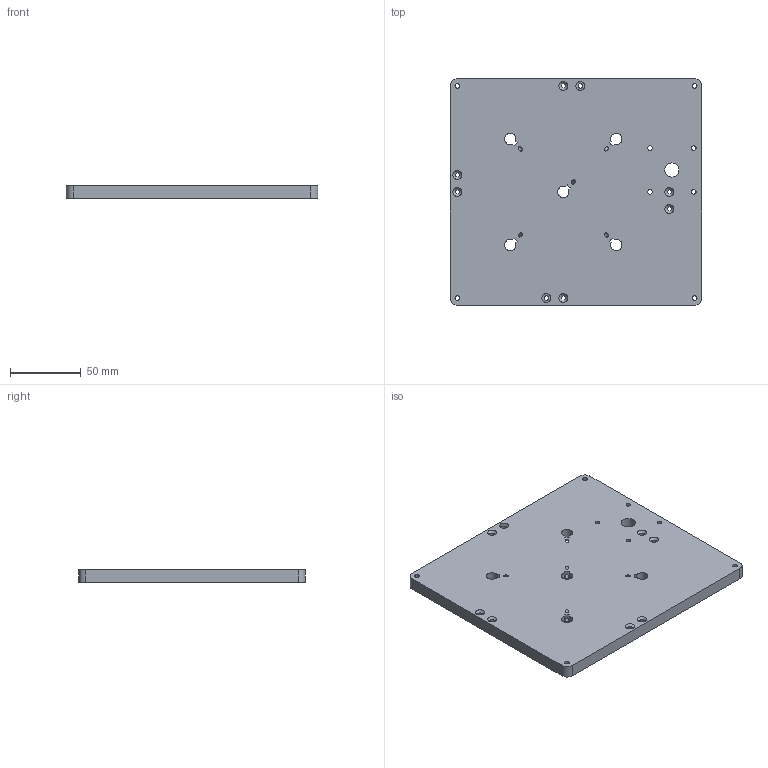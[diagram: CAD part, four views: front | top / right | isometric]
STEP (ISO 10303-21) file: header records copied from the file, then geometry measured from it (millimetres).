
FILE_DESCRIPTION(/* description */ (''),/* implementation_level */ '2;1');
FILE_NAME(/* name */ 'BasePlate.stp',/* time_stamp */ '2021-06-29T10:05:36-04:00',/* author */ ('elmar'),/* organization */ ('UNC - Chapel Hill'),/* preprocessor_version */ 'ST-DEVELOPER v18.1',/* originating_system */ 'Autodesk Inventor 2022',/* authorisation */ '');
FILE_SCHEMA (('AUTOMOTIVE_DESIGN { 1 0 10303 214 3 1 1 }'));
Length unit declared in the file: millimetre
Products named in the file (1): BasePlate
Bounding box: 177.93 x 160 x 9 mm (x, y, z)
Volume: 251280.6 mm3; surface area: 65037.9 mm2
Topology: 1 solids, 1 shells, 68 faces, 182 edges, 116 vertices
Faces by surface type: cylinder 31, plane 21, cone 16
Full cylindrical faces by diameter (mm): 2.459 x5, 3.2 x16, 10 x1
Entity records: 2285 total; most frequent: DIRECTION 398, CARTESIAN_POINT 367, ORIENTED_EDGE 364, EDGE_CURVE 182, AXIS2_PLACEMENT_3D 147, EDGE_LOOP 122, VERTEX_POINT 116, LINE 104
